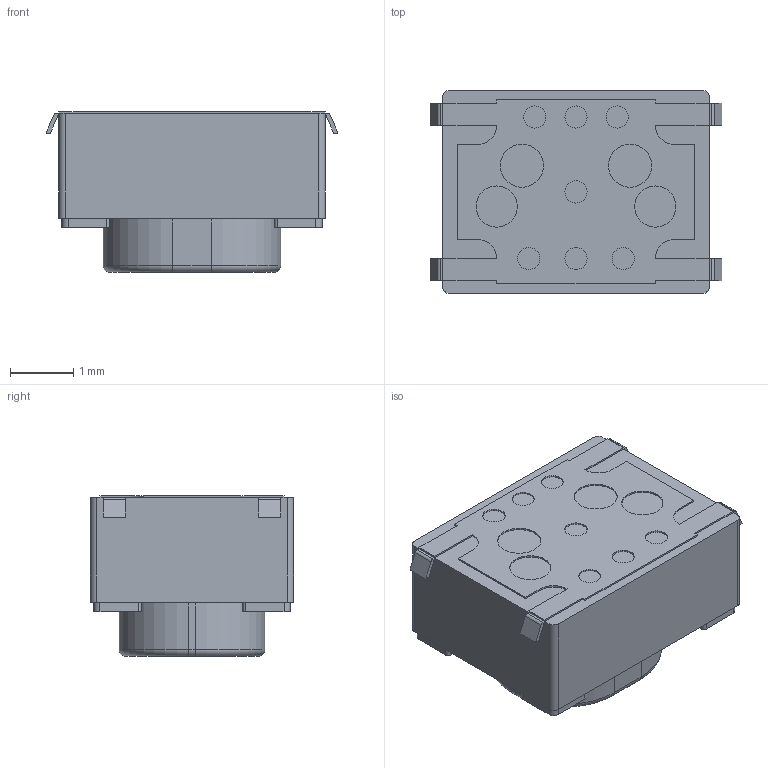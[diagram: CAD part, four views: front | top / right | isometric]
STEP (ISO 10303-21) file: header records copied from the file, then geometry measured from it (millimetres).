
FILE_DESCRIPTION (( 'STEP AP214' ), '1' );
FILE_NAME ('TS20-42-25-WT-160-SMT-TR.STEP', '2023-04-26T17:45:19', ( '' ), ( '' ), 'SwSTEP 2.0', 'SolidWorks 2022', '' );
FILE_SCHEMA (( 'AUTOMOTIVE_DESIGN' ));
Length unit declared in the file: millimetre
Products named in the file (1): TS20-42-25-WT-160-SMT-TR
Bounding box: 4.6 x 3.2 x 2.52 mm (x, y, z)
Volume: 27.1 mm3; surface area: 63.2 mm2
Topology: 5 solids, 5 shells, 169 faces, 418 edges, 276 vertices
Faces by surface type: plane 99, cylinder 66, torus 4
Entity records: 5105 total; most frequent: DIRECTION 894, CARTESIAN_POINT 864, ORIENTED_EDGE 836, EDGE_CURVE 418, AXIS2_PLACEMENT_3D 306, LINE 282, VECTOR 282, VERTEX_POINT 276
